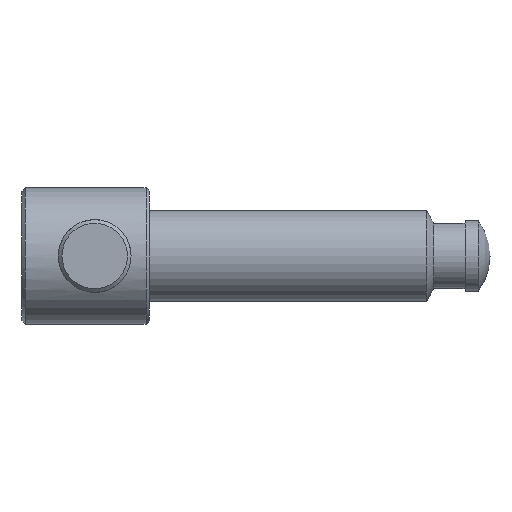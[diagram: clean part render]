
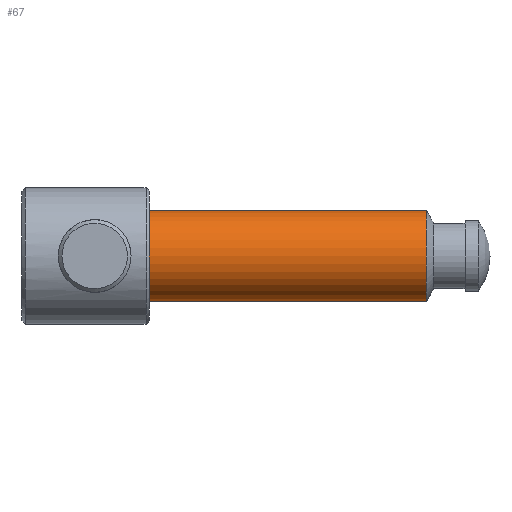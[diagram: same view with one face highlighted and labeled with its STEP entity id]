
A CAD part, left-side view. The second image highlights one B-rep face of the part: STEP entity #67.
In plain terms, the highlighted cylindrical face has radius 10 mm (diameter 20 mm), a full revolution.
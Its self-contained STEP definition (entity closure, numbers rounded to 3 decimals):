
#67 = ADVANCED_FACE( '', ( #144, #145 ), #146, .T. );
#144 = FACE_OUTER_BOUND( '', #218, .T. );
#145 = FACE_OUTER_BOUND( '', #219, .T. );
#146 = CYLINDRICAL_SURFACE( '', #220, 10. );
#218 = EDGE_LOOP( '', ( #312 ) );
#219 = EDGE_LOOP( '', ( #313 ) );
#220 = AXIS2_PLACEMENT_3D( '', #314, #315, #316 );
#312 = ORIENTED_EDGE( '', *, *, #361, .F. );
#313 = ORIENTED_EDGE( '', *, *, #353, .T. );
#314 = CARTESIAN_POINT( '', ( 0., 0., 0. ) );
#315 = DIRECTION( '', ( 0., 1., 0. ) );
#316 = DIRECTION( '', ( 0., 0., -1. ) );
#353 = EDGE_CURVE( '', #398, #398, #399, .T. );
#361 = EDGE_CURVE( '', #409, #409, #410, .T. );
#398 = VERTEX_POINT( '', #625 );
#399 = CIRCLE( '', #626, 10. );
#409 = VERTEX_POINT( '', #636 );
#410 = CIRCLE( '', #637, 10. );
#625 = CARTESIAN_POINT( '', ( 0., 75., -10. ) );
#626 = AXIS2_PLACEMENT_3D( '', #671, #672, #673 );
#636 = CARTESIAN_POINT( '', ( 0., 14., -10. ) );
#637 = AXIS2_PLACEMENT_3D( '', #680, #681, #682 );
#671 = CARTESIAN_POINT( '', ( 0., 75., 0. ) );
#672 = DIRECTION( '', ( 0., -1., 0. ) );
#673 = DIRECTION( '', ( 0., 0., -1. ) );
#680 = CARTESIAN_POINT( '', ( 0., 14., 0. ) );
#681 = DIRECTION( '', ( 0., -1., 0. ) );
#682 = DIRECTION( '', ( 0., 0., -1. ) );
